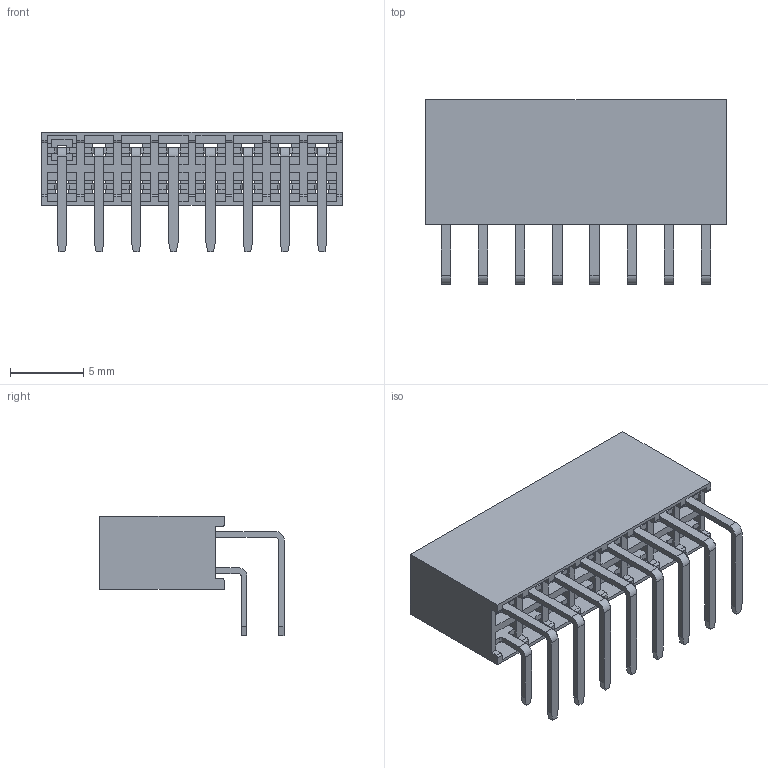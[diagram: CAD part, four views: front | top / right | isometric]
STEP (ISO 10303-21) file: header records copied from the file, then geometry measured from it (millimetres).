
FILE_DESCRIPTION(('STEP AP214'),'1');
FILE_NAME('female_header_a-bl254-da-g16d.stp','2022-05-31T13:50:22',('TraceParts'),('TraceParts S.A.'),'Spatial InterOp 3D',' ',' ');
FILE_SCHEMA(('AUTOMOTIVE_DESIGN { 1 0 10303 214 1 1 1 1 }'));
Length unit declared in the file: millimetre
Products named in the file (1): female_header_a-bl254-da-g16d
Bounding box: 20.57 x 12.6 x 8.2 mm (x, y, z)
Volume: 399.2 mm3; surface area: 1961.9 mm2
Topology: 1 solids, 1 shells, 594 faces, 1818 edges, 1212 vertices
Faces by surface type: plane 488, cylinder 106
Entity records: 24990 total; most frequent: ORIENTED_EDGE 3636, CARTESIAN_POINT 3625, DIRECTION 3220, EDGE_CURVE 1818, LINE 1606, VECTOR 1606, VERTEX_POINT 1212, AXIS2_PLACEMENT_3D 807
